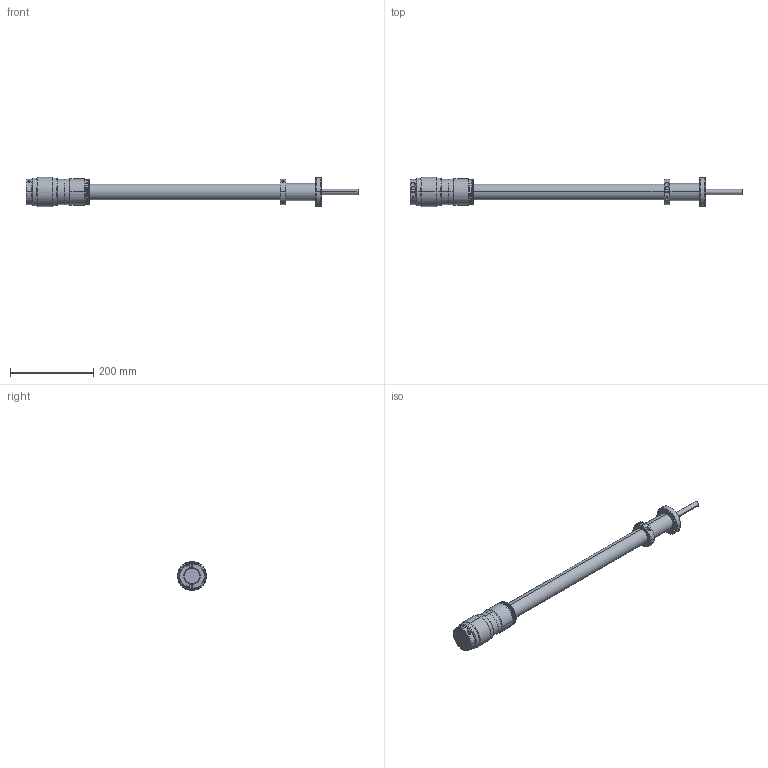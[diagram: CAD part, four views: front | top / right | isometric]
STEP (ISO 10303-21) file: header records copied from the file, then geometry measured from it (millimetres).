
FILE_DESCRIPTION (( 'STEP AP214' ), '1' );
FILE_NAME ('FLLRE-275-50-18_LD.STEP', '2019-12-30T17:17:24', ( '' ), ( '' ), 'SwSTEP 2.0', 'SolidWorks 2010', '' );
FILE_SCHEMA (( 'AUTOMOTIVE_DESIGN' ));
Length unit declared in the file: inch
Products named in the file (1): FLLRE-275-50-18_LD
Bounding box: 798.36 x 69.85 x 69.85 mm (x, y, z)
Surface area: 203109.7 mm2 (no closed solid volume)
Topology: 0 solids, 96 shells, 442 faces, 5448 edges, 4668 vertices
Faces by surface type: plane 226, cylinder 159, cone 54, bspline 3
Entity records: 68134 total; most frequent: CARTESIAN_POINT 27776, ORIENTED_EDGE 6421, DIRECTION 6016, EDGE_CURVE 5436, VERTEX_POINT 4668, LINE 2866, VECTOR 2866, AXIS2_PLACEMENT_3D 1575
